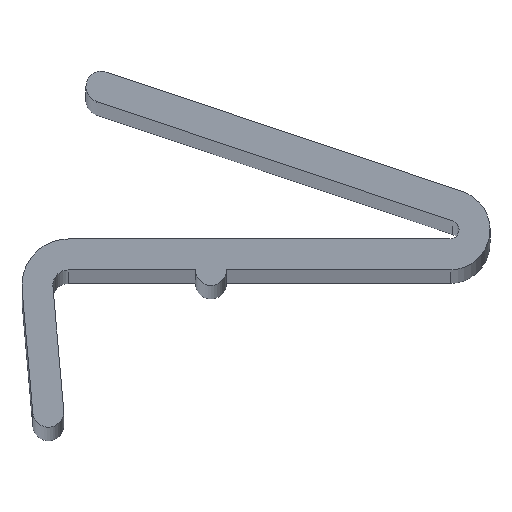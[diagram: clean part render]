
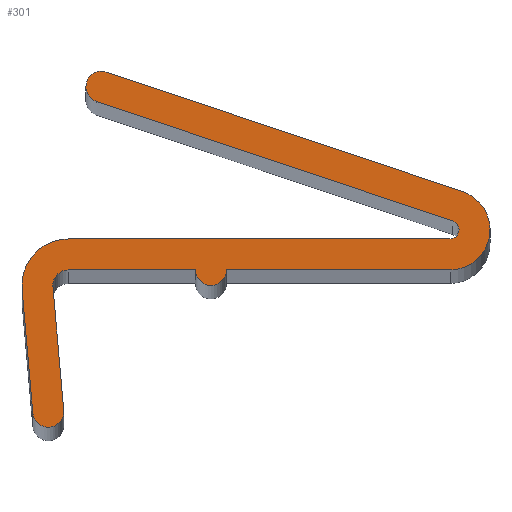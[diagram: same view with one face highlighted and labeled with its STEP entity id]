
A CAD part, top view. The second image highlights one B-rep face of the part: STEP entity #301.
In plain terms, the highlighted planar face has unit normal (0, 0, 1).
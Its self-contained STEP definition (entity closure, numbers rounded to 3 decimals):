
#22=PLANE('',#345);
#38=FACE_OUTER_BOUND('',#54,.T.);
#54=EDGE_LOOP('',(#252,#253,#254,#255,#256,#257,#258,#259,#260,#261,#262,
#263,#264,#265));
#59=LINE('',#451,#87);
#63=LINE('',#463,#91);
#67=LINE('',#475,#95);
#71=LINE('',#487,#99);
#75=LINE('',#499,#103);
#79=LINE('',#511,#107);
#83=LINE('',#521,#111);
#87=VECTOR('',#360,10.);
#91=VECTOR('',#372,10.);
#95=VECTOR('',#384,10.);
#99=VECTOR('',#396,10.);
#103=VECTOR('',#408,10.);
#107=VECTOR('',#420,10.);
#111=VECTOR('',#432,10.);
#113=CIRCLE('',#319,0.5);
#115=CIRCLE('',#323,0.5);
#117=CIRCLE('',#327,1.5);
#119=CIRCLE('',#331,0.3);
#121=CIRCLE('',#335,0.5);
#123=CIRCLE('',#339,1.3);
#125=CIRCLE('',#343,0.5);
#128=VERTEX_POINT('',#442);
#129=VERTEX_POINT('',#444);
#131=VERTEX_POINT('',#450);
#133=VERTEX_POINT('',#456);
#135=VERTEX_POINT('',#462);
#137=VERTEX_POINT('',#468);
#139=VERTEX_POINT('',#474);
#141=VERTEX_POINT('',#480);
#143=VERTEX_POINT('',#486);
#145=VERTEX_POINT('',#492);
#147=VERTEX_POINT('',#498);
#149=VERTEX_POINT('',#504);
#151=VERTEX_POINT('',#510);
#153=VERTEX_POINT('',#516);
#156=EDGE_CURVE('',#129,#128,#113,.T.);
#159=EDGE_CURVE('',#131,#129,#59,.T.);
#162=EDGE_CURVE('',#133,#131,#115,.T.);
#165=EDGE_CURVE('',#135,#133,#63,.T.);
#168=EDGE_CURVE('',#137,#135,#117,.T.);
#171=EDGE_CURVE('',#139,#137,#67,.T.);
#174=EDGE_CURVE('',#141,#139,#119,.T.);
#177=EDGE_CURVE('',#143,#141,#71,.T.);
#180=EDGE_CURVE('',#145,#143,#121,.T.);
#183=EDGE_CURVE('',#147,#145,#75,.T.);
#186=EDGE_CURVE('',#149,#147,#123,.T.);
#189=EDGE_CURVE('',#151,#149,#79,.T.);
#192=EDGE_CURVE('',#153,#151,#125,.T.);
#195=EDGE_CURVE('',#128,#153,#83,.T.);
#252=ORIENTED_EDGE('',*,*,#195,.T.);
#253=ORIENTED_EDGE('',*,*,#192,.T.);
#254=ORIENTED_EDGE('',*,*,#189,.T.);
#255=ORIENTED_EDGE('',*,*,#186,.T.);
#256=ORIENTED_EDGE('',*,*,#183,.T.);
#257=ORIENTED_EDGE('',*,*,#180,.T.);
#258=ORIENTED_EDGE('',*,*,#177,.T.);
#259=ORIENTED_EDGE('',*,*,#174,.T.);
#260=ORIENTED_EDGE('',*,*,#171,.T.);
#261=ORIENTED_EDGE('',*,*,#168,.T.);
#262=ORIENTED_EDGE('',*,*,#165,.T.);
#263=ORIENTED_EDGE('',*,*,#162,.T.);
#264=ORIENTED_EDGE('',*,*,#159,.T.);
#265=ORIENTED_EDGE('',*,*,#156,.T.);
#301=ADVANCED_FACE('',(#38),#22,.T.);
#319=AXIS2_PLACEMENT_3D('',#445,#354,#355);
#323=AXIS2_PLACEMENT_3D('',#457,#366,#367);
#327=AXIS2_PLACEMENT_3D('',#469,#378,#379);
#331=AXIS2_PLACEMENT_3D('',#481,#390,#391);
#335=AXIS2_PLACEMENT_3D('',#493,#402,#403);
#339=AXIS2_PLACEMENT_3D('',#505,#414,#415);
#343=AXIS2_PLACEMENT_3D('',#517,#426,#427);
#345=AXIS2_PLACEMENT_3D('',#522,#433,#434);
#354=DIRECTION('center_axis',(0.,0.,-1.));
#355=DIRECTION('ref_axis',(0.,1.,0.));
#360=DIRECTION('',(-0.087,0.996,0.));
#366=DIRECTION('center_axis',(0.,0.,1.));
#367=DIRECTION('ref_axis',(-0.996,-0.087,0.));
#372=DIRECTION('',(0.087,-0.996,0.));
#378=DIRECTION('center_axis',(0.,0.,1.));
#379=DIRECTION('ref_axis',(0.,1.,0.));
#384=DIRECTION('',(-1.,0.,0.));
#390=DIRECTION('center_axis',(0.,0.,-1.));
#391=DIRECTION('ref_axis',(0.026,-1.,0.));
#396=DIRECTION('',(0.948,-0.318,0.));
#402=DIRECTION('center_axis',(0.,0.,1.));
#403=DIRECTION('ref_axis',(0.318,0.948,0.));
#408=DIRECTION('',(-0.948,0.318,0.));
#414=DIRECTION('center_axis',(0.,0.,1.));
#415=DIRECTION('ref_axis',(0.026,-1.,0.));
#420=DIRECTION('',(1.,0.,0.));
#426=DIRECTION('center_axis',(0.,0.,1.));
#427=DIRECTION('ref_axis',(-1.,0.,0.));
#432=DIRECTION('',(1.,0.,0.));
#433=DIRECTION('center_axis',(0.,0.,1.));
#434=DIRECTION('ref_axis',(1.,0.,0.));
#442=CARTESIAN_POINT('',(1.653,5.191,250.));
#444=CARTESIAN_POINT('',(1.155,4.647,250.));
#445=CARTESIAN_POINT('Origin',(1.653,4.691,250.));
#450=CARTESIAN_POINT('',(1.504,0.662,250.));
#451=CARTESIAN_POINT('',(1.504,0.662,250.));
#456=CARTESIAN_POINT('',(0.508,0.575,250.));
#457=CARTESIAN_POINT('Origin',(1.006,0.619,250.));
#462=CARTESIAN_POINT('',(0.159,4.56,250.));
#463=CARTESIAN_POINT('',(0.159,4.56,250.));
#468=CARTESIAN_POINT('',(1.653,6.191,250.));
#469=CARTESIAN_POINT('Origin',(1.653,4.691,250.));
#474=CARTESIAN_POINT('',(13.961,6.191,250.));
#475=CARTESIAN_POINT('',(13.961,6.191,250.));
#480=CARTESIAN_POINT('',(14.049,6.775,250.));
#481=CARTESIAN_POINT('Origin',(13.953,6.491,250.));
#486=CARTESIAN_POINT('',(2.561,10.624,250.));
#487=CARTESIAN_POINT('',(2.561,10.624,250.));
#492=CARTESIAN_POINT('',(2.879,11.573,250.));
#493=CARTESIAN_POINT('Origin',(2.72,11.099,250.));
#498=CARTESIAN_POINT('',(14.366,7.723,250.));
#499=CARTESIAN_POINT('',(14.366,7.723,250.));
#504=CARTESIAN_POINT('',(13.987,5.191,250.));
#505=CARTESIAN_POINT('Origin',(13.953,6.491,250.));
#510=CARTESIAN_POINT('',(6.753,5.191,250.));
#511=CARTESIAN_POINT('',(6.753,5.191,250.));
#516=CARTESIAN_POINT('',(5.753,5.191,250.));
#517=CARTESIAN_POINT('Origin',(6.253,5.191,250.));
#521=CARTESIAN_POINT('',(1.653,5.191,250.));
#522=CARTESIAN_POINT('Origin',(24.295,9.028,250.));
